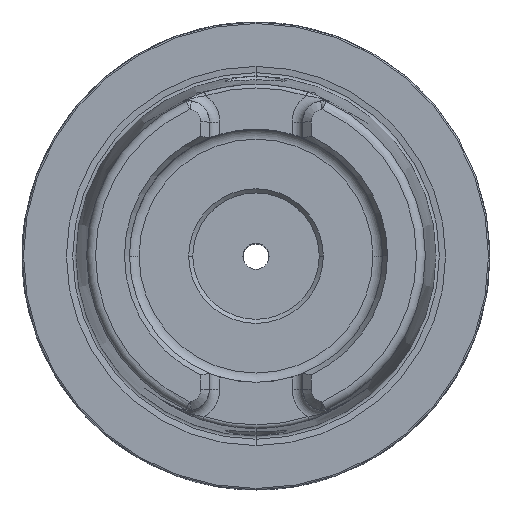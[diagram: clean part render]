
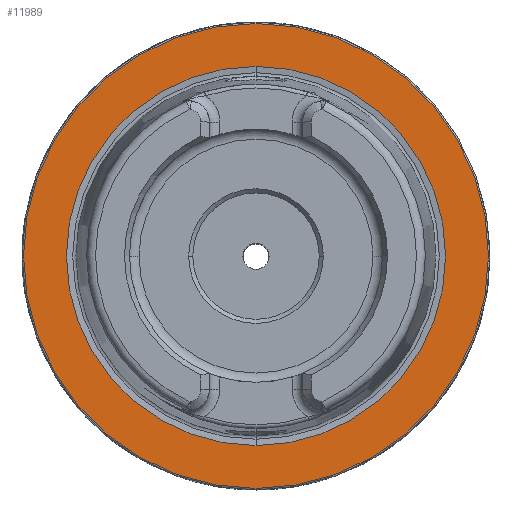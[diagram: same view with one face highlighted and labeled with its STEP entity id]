
A CAD part, top view. The second image highlights one B-rep face of the part: STEP entity #11989.
In plain terms, the highlighted planar face has unit normal (0, 0, 1).
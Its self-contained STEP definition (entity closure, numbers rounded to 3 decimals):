
#133 = EDGE_LOOP ( 'NONE', ( #9758, #10333 ) ) ;
#987 = VERTEX_POINT ( 'NONE', #7790 ) ;
#1834 = EDGE_CURVE ( 'NONE', #2249, #4103, #3948, .T. ) ;
#1973 = EDGE_CURVE ( 'NONE', #987, #5618, #6106, .T. ) ;
#1975 = DIRECTION ( 'NONE',  ( 0., -1., 0. ) ) ;
#2249 = VERTEX_POINT ( 'NONE', #2778 ) ;
#2778 = CARTESIAN_POINT ( 'NONE',  ( 0., 31.27, 0. ) ) ;
#3926 = EDGE_LOOP ( 'NONE', ( #11189, #11661 ) ) ;
#3948 = CIRCLE ( 'NONE', #12292, 31.27 ) ;
#4082 = CARTESIAN_POINT ( 'NONE',  ( 0., 0., 0. ) ) ;
#4103 = VERTEX_POINT ( 'NONE', #4387 ) ;
#4387 = CARTESIAN_POINT ( 'NONE',  ( 0., -31.27, 0. ) ) ;
#4560 = FACE_BOUND ( 'NONE', #3926, .T. ) ;
#4875 = DIRECTION ( 'NONE',  ( 0., 0., 1. ) ) ;
#4888 = FACE_OUTER_BOUND ( 'NONE', #133, .T. ) ;
#5059 = DIRECTION ( 'NONE',  ( 0., 1., 0. ) ) ;
#5167 = CIRCLE ( 'NONE', #10628, 31.27 ) ;
#5280 = CARTESIAN_POINT ( 'NONE',  ( 0., 0., 0. ) ) ;
#5373 = DIRECTION ( 'NONE',  ( 0., 0., 1. ) ) ;
#5618 = VERTEX_POINT ( 'NONE', #10207 ) ;
#5672 = DIRECTION ( 'NONE',  ( 0., -1., 0. ) ) ;
#5836 = DIRECTION ( 'NONE',  ( 0., 0., 1. ) ) ;
#6106 = CIRCLE ( 'NONE', #8435, 25.5 ) ;
#6576 = AXIS2_PLACEMENT_3D ( 'NONE', #7691, #4875, #1975 ) ;
#7691 = CARTESIAN_POINT ( 'NONE',  ( 0., 31.47, 0. ) ) ;
#7717 = PLANE ( 'NONE',  #6576 ) ;
#7790 = CARTESIAN_POINT ( 'NONE',  ( 0., 25.5, 0. ) ) ;
#8100 = CARTESIAN_POINT ( 'NONE',  ( 0., 0., 0. ) ) ;
#8244 = DIRECTION ( 'NONE',  ( 0., 0., -1. ) ) ;
#8435 = AXIS2_PLACEMENT_3D ( 'NONE', #8100, #8244, #8629 ) ;
#8629 = DIRECTION ( 'NONE',  ( 0., 1., 0. ) ) ;
#9698 = AXIS2_PLACEMENT_3D ( 'NONE', #4082, #10676, #5059 ) ;
#9758 = ORIENTED_EDGE ( 'NONE', *, *, #11926, .T. ) ;
#10022 = CIRCLE ( 'NONE', #9698, 25.5 ) ;
#10207 = CARTESIAN_POINT ( 'NONE',  ( 0., -25.5, 0. ) ) ;
#10333 = ORIENTED_EDGE ( 'NONE', *, *, #1834, .T. ) ;
#10628 = AXIS2_PLACEMENT_3D ( 'NONE', #11370, #5836, #12363 ) ;
#10676 = DIRECTION ( 'NONE',  ( 0., 0., -1. ) ) ;
#11189 = ORIENTED_EDGE ( 'NONE', *, *, #12088, .T. ) ;
#11370 = CARTESIAN_POINT ( 'NONE',  ( 0., 0., 0. ) ) ;
#11661 = ORIENTED_EDGE ( 'NONE', *, *, #1973, .T. ) ;
#11926 = EDGE_CURVE ( 'NONE', #4103, #2249, #5167, .T. ) ;
#11989 = ADVANCED_FACE ( 'NONE', ( #4888, #4560 ), #7717, .T. ) ;
#12088 = EDGE_CURVE ( 'NONE', #5618, #987, #10022, .T. ) ;
#12292 = AXIS2_PLACEMENT_3D ( 'NONE', #5280, #5373, #5672 ) ;
#12363 = DIRECTION ( 'NONE',  ( 0., -1., 0. ) ) ;
